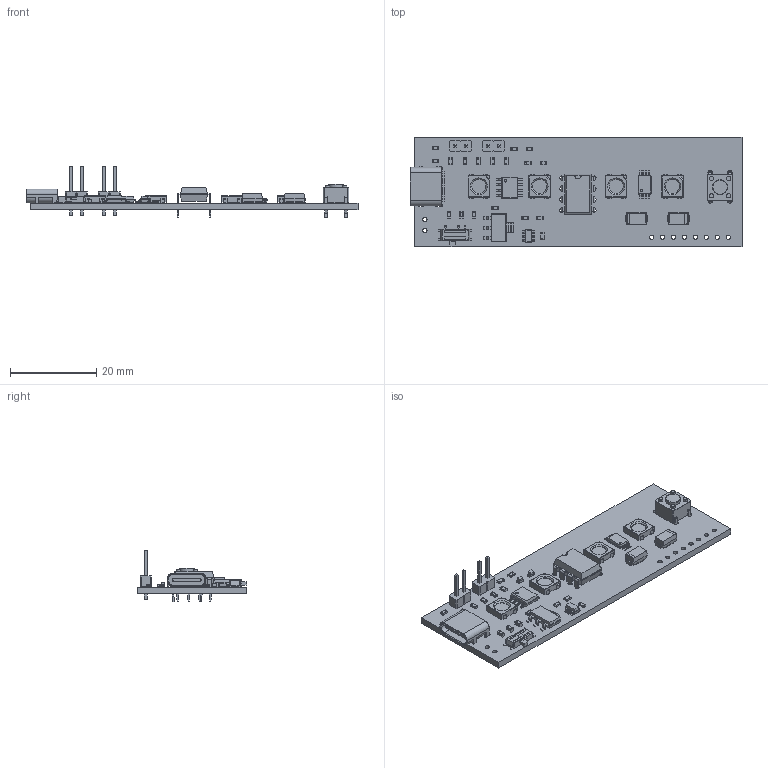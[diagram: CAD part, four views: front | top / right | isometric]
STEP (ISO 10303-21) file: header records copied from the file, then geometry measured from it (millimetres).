
FILE_DESCRIPTION(('KiCad electronic assembly'),'2;1');
FILE_NAME('pcb.step','2025-06-25T08:28:57',('Pcbnew'),('Kicad'), 'Open CASCADE STEP processor 7.8','KiCad to STEP converter','Unknown' );
FILE_SCHEMA(('AUTOMOTIVE_DESIGN { 1 0 10303 214 1 1 1 1 }'));
Length unit declared in the file: millimetre
Products named in the file (30): pcb 1; PinHeader_1x02_P2.54mm_Vertical; PinHeader_1x02_P254mm_Vertical; LED_WS2812B_PLCC4_5.0x5.0mm_P3.2mm; LED_WS2812B_PLCC4_50x50mm_P32mm; R_0603_1608Metric; SW_SPDT_PCM12; Fusion_sp; D_SMA; C_0603_1608Metric; SOIC8; SW_PUSH_6mm; SOT-223; SOT_223; HRO  TYPE-C-31-M-12; HRO  TYPE-C-31-M-12 v4; DIP-8_W7.62mm; SOT-23-6; SOT_23_6; TSSOP-8_4.4x3mm_P0.65mm; TSSOP_8_44x3mm_P065mm; LED_0603_1608Metric; pcb_PCB
Assembly tree (49 placements, depth 3):
  pcb 1
    PinHeader_1x02_P2.54mm_Vertical  x2
      PinHeader_1x02_P254mm_Vertical
    LED_WS2812B_PLCC4_5.0x5.0mm_P3.2mm  x4
      LED_WS2812B_PLCC4_50x50mm_P32mm
    R_0603_1608Metric  x13
      R_0603_1608Metric
    SW_SPDT_PCM12
      Fusion_sp
    D_SMA  x2
      D_SMA
    C_0603_1608Metric  x3
      C_0603_1608Metric
    SOIC8
      SOIC8
    SW_PUSH_6mm
      SW_PUSH_6mm
    SOT-223
      SOT_223
    HRO  TYPE-C-31-M-12
      HRO  TYPE-C-31-M-12 v4
    DIP-8_W7.62mm
      DIP-8_W7.62mm
    SOT-23-6
      SOT_23_6
    TSSOP-8_4.4x3mm_P0.65mm
      TSSOP_8_44x3mm_P065mm
    LED_0603_1608Metric  x2
      LED_0603_1608Metric
    pcb_PCB
Bounding box: 77.13 x 25.52 x 12.04 mm (x, y, z)
Volume: 3875.7 mm3; surface area: 6391.8 mm2
Topology: 35 solids, 35 shells, 1978 faces, 5233 edges, 3345 vertices
Faces by surface type: plane 1371, cylinder 456, bspline 134, cone 16, torus 1
Full cylindrical faces by diameter (mm): 0.5 x3, 0.65 x2, 0.8 x10, 0.9 x2, 1 x18, 1.1 x4, 3.333 x4, 3.5 x1
Entity records: 47868 total; most frequent: CARTESIAN_POINT 8767, ORIENTED_EDGE 6618, DIRECTION 6066, EDGE_CURVE 3309, LINE 2624, VECTOR 2624, VERTEX_POINT 2095, AXIS2_PLACEMENT_3D 1721
